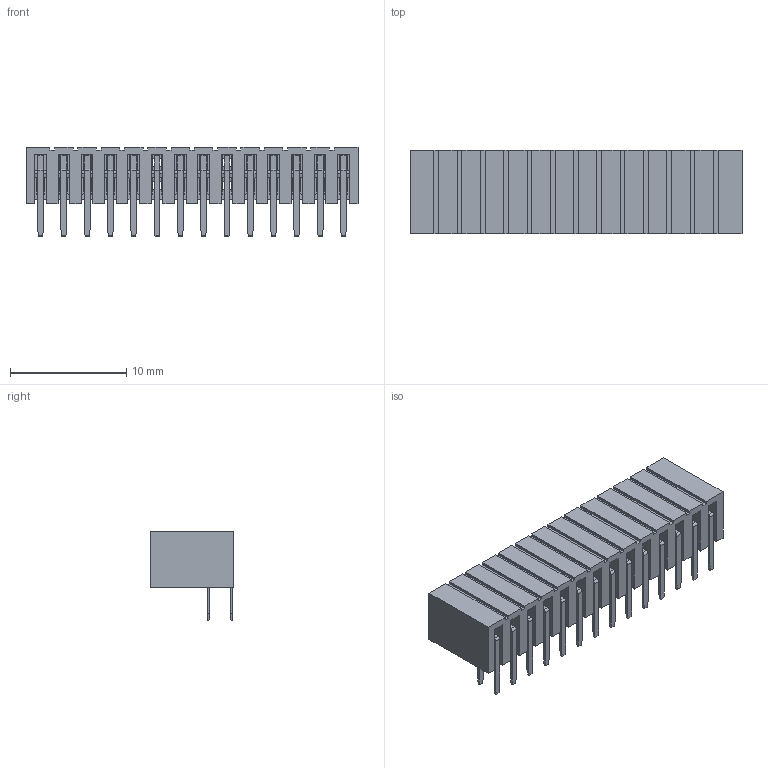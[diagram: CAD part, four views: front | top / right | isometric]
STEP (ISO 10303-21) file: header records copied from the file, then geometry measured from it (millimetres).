
FILE_DESCRIPTION(('STEP AP214'),'1');
FILE_NAME('female_header_a-bl200-da-g28d.stp','2015-03-27T14:36:50',('TraceParts'),('TraceParts S.A.'),'XStep 1.0',' ',' ');
FILE_SCHEMA(('automotive_design'));
Length unit declared in the file: millimetre
Products named in the file (1): 1
Bounding box: 28.5 x 7.2 x 7.65 mm (x, y, z)
Volume: 618.6 mm3; surface area: 2105.6 mm2
Topology: 1 solids, 1 shells, 1124 faces, 3472 edges, 2296 vertices
Faces by surface type: plane 1040, cylinder 84
Entity records: 76028 total; most frequent: ORIENTED_EDGE 6944, CARTESIAN_POINT 6893, STYLED_ITEM 6892, PRESENTATION_STYLE_ASSIGNMENT 6892, COLOUR_RGB 6892, DIRECTION 5890, EDGE_CURVE 3472, CURVE_STYLE 3472
